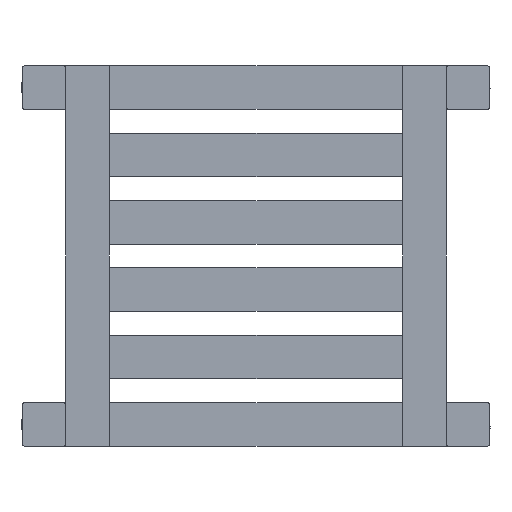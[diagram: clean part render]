
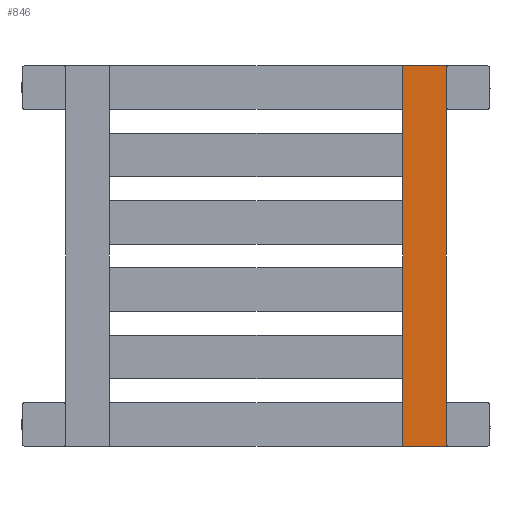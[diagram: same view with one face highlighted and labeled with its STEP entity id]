
A CAD part, front view. The second image highlights one B-rep face of the part: STEP entity #846.
In plain terms, the highlighted free-form (B-spline) face has degree [1, 1] with [2, 2] control points.
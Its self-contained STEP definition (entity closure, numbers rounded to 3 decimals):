
#742 = EDGE_CURVE('',#743,#745,#747,.T.);
#743 = VERTEX_POINT('',#744);
#744 = CARTESIAN_POINT('',(404.618,-272.385,
    419.384));
#745 = VERTEX_POINT('',#746);
#746 = CARTESIAN_POINT('',(455.453,-272.385,
    419.384));
#747 = B_SPLINE_CURVE_WITH_KNOTS('',1,(#748,#749),.UNSPECIFIED.,.F.,.F.,
  (2,2),(-40.,0.),.PIECEWISE_BEZIER_KNOTS.);
#748 = CARTESIAN_POINT('',(404.618,-272.385,
    419.384));
#749 = CARTESIAN_POINT('',(455.453,-272.385,
    419.384));
#778 = EDGE_CURVE('',#779,#745,#781,.T.);
#779 = VERTEX_POINT('',#780);
#780 = CARTESIAN_POINT('',(455.453,-272.385,
    -25.417));
#781 = B_SPLINE_CURVE_WITH_KNOTS('',1,(#782,#783),.UNSPECIFIED.,.F.,.F.,
  (2,2),(-175.,175.),.PIECEWISE_BEZIER_KNOTS.);
#782 = CARTESIAN_POINT('',(455.453,-272.385,
    -25.417));
#783 = CARTESIAN_POINT('',(455.453,-272.385,
    419.384));
#830 = VERTEX_POINT('',#831);
#831 = CARTESIAN_POINT('',(404.618,-272.385,
    -25.417));
#836 = EDGE_CURVE('',#743,#830,#837,.T.);
#837 = B_SPLINE_CURVE_WITH_KNOTS('',1,(#838,#839),.UNSPECIFIED.,.F.,.F.,
  (2,2),(-175.,175.),.PIECEWISE_BEZIER_KNOTS.);
#838 = CARTESIAN_POINT('',(404.618,-272.385,
    419.384));
#839 = CARTESIAN_POINT('',(404.618,-272.385,
    -25.417));
#846 = ADVANCED_FACE('',(#847),#857,.T.);
#847 = FACE_BOUND('',#848,.T.);
#848 = EDGE_LOOP('',(#849,#850,#855,#856));
#849 = ORIENTED_EDGE('',*,*,#836,.T.);
#850 = ORIENTED_EDGE('',*,*,#851,.F.);
#851 = EDGE_CURVE('',#779,#830,#852,.T.);
#852 = B_SPLINE_CURVE_WITH_KNOTS('',1,(#853,#854),.UNSPECIFIED.,.F.,.F.,
  (2,2),(0.,40.),.PIECEWISE_BEZIER_KNOTS.);
#853 = CARTESIAN_POINT('',(455.453,-272.385,
    -25.417));
#854 = CARTESIAN_POINT('',(404.618,-272.385,
    -25.417));
#855 = ORIENTED_EDGE('',*,*,#778,.T.);
#856 = ORIENTED_EDGE('',*,*,#742,.F.);
#857 = B_SPLINE_SURFACE_WITH_KNOTS('',1,1,(
    (#858,#859)
    ,(#860,#861
    )),.UNSPECIFIED.,.F.,.F.,.F.,(2,2),(2,2),(0.,40.),(-175.,175.),
  .PIECEWISE_BEZIER_KNOTS.);
#858 = CARTESIAN_POINT('',(455.453,-272.385,
    419.384));
#859 = CARTESIAN_POINT('',(455.453,-272.385,
    -25.417));
#860 = CARTESIAN_POINT('',(404.618,-272.385,
    419.384));
#861 = CARTESIAN_POINT('',(404.618,-272.385,
    -25.417));
